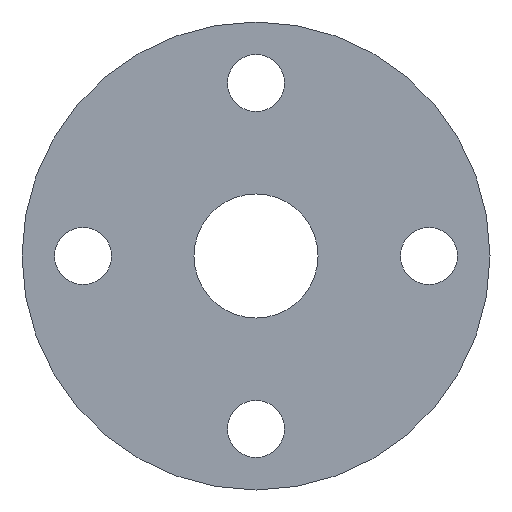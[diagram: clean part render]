
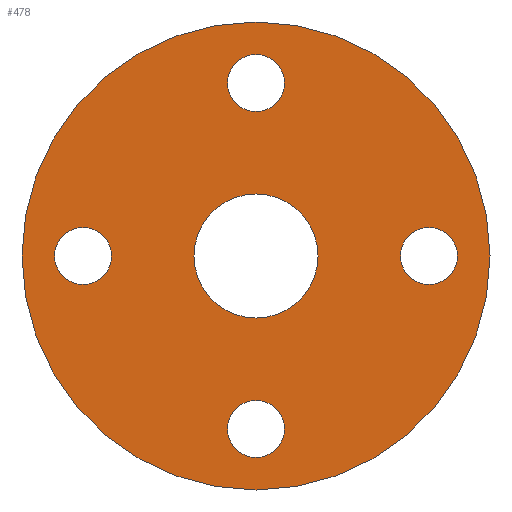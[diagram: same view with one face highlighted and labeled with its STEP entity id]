
A CAD part, front view. The second image highlights one B-rep face of the part: STEP entity #478.
In plain terms, the highlighted planar face has unit normal (0, -1, 0).
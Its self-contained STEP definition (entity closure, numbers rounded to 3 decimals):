
#1 = CARTESIAN_POINT ( 'NONE',  ( -42.5, 0., -7. ) ) ;
#10 = DIRECTION ( 'NONE',  ( 0., 0., 1. ) ) ;
#18 = CARTESIAN_POINT ( 'NONE',  ( 0., 0., -42.5 ) ) ;
#19 = VERTEX_POINT ( 'NONE', #119 ) ;
#29 = FACE_BOUND ( 'NONE', #355, .T. ) ;
#33 = CARTESIAN_POINT ( 'NONE',  ( 42.5, 0., 0. ) ) ;
#36 = AXIS2_PLACEMENT_3D ( 'NONE', #288, #122, #292 ) ;
#38 = EDGE_LOOP ( 'NONE', ( #310, #441 ) ) ;
#55 = VERTEX_POINT ( 'NONE', #163 ) ;
#56 = DIRECTION ( 'NONE',  ( 0., 1., 0. ) ) ;
#62 = CARTESIAN_POINT ( 'NONE',  ( 0., 0., 49.5 ) ) ;
#65 = EDGE_CURVE ( 'NONE', #86, #19, #271, .T. ) ;
#70 = PLANE ( 'NONE',  #333 ) ;
#77 = DIRECTION ( 'NONE',  ( 0., -1., 0. ) ) ;
#79 = AXIS2_PLACEMENT_3D ( 'NONE', #433, #535, #270 ) ;
#80 = CARTESIAN_POINT ( 'NONE',  ( 0., 0., 42.5 ) ) ;
#81 = EDGE_CURVE ( 'NONE', #19, #86, #173, .T. ) ;
#86 = VERTEX_POINT ( 'NONE', #166 ) ;
#88 = DIRECTION ( 'NONE',  ( 0., -1., 0. ) ) ;
#89 = CIRCLE ( 'NONE', #79, 57.5 ) ;
#91 = EDGE_CURVE ( 'NONE', #517, #139, #201, .T. ) ;
#103 = DIRECTION ( 'NONE',  ( 0., 0., 1. ) ) ;
#112 = DIRECTION ( 'NONE',  ( 0., 0., -1. ) ) ;
#114 = CIRCLE ( 'NONE', #137, 7. ) ;
#118 = ORIENTED_EDGE ( 'NONE', *, *, #65, .F. ) ;
#119 = CARTESIAN_POINT ( 'NONE',  ( 42.5, 0., 7. ) ) ;
#122 = DIRECTION ( 'NONE',  ( 0., -1., 0. ) ) ;
#123 = CIRCLE ( 'NONE', #307, 7. ) ;
#125 = ORIENTED_EDGE ( 'NONE', *, *, #319, .F. ) ;
#137 = AXIS2_PLACEMENT_3D ( 'NONE', #18, #395, #523 ) ;
#138 = CARTESIAN_POINT ( 'NONE',  ( 0., 0., 0. ) ) ;
#139 = VERTEX_POINT ( 'NONE', #427 ) ;
#147 = ORIENTED_EDGE ( 'NONE', *, *, #81, .F. ) ;
#150 = CARTESIAN_POINT ( 'NONE',  ( 0., 0., -49.5 ) ) ;
#152 = ORIENTED_EDGE ( 'NONE', *, *, #422, .T. ) ;
#163 = CARTESIAN_POINT ( 'NONE',  ( 0., 0., -15.25 ) ) ;
#166 = CARTESIAN_POINT ( 'NONE',  ( 42.5, 0., -7. ) ) ;
#167 = AXIS2_PLACEMENT_3D ( 'NONE', #483, #56, #103 ) ;
#173 = CIRCLE ( 'NONE', #315, 7. ) ;
#184 = VERTEX_POINT ( 'NONE', #261 ) ;
#185 = EDGE_CURVE ( 'NONE', #403, #263, #123, .T. ) ;
#196 = CIRCLE ( 'NONE', #501, 15.25 ) ;
#199 = CARTESIAN_POINT ( 'NONE',  ( 0., 0., 0. ) ) ;
#201 = CIRCLE ( 'NONE', #503, 7. ) ;
#202 = FACE_OUTER_BOUND ( 'NONE', #538, .T. ) ;
#212 = CIRCLE ( 'NONE', #515, 7. ) ;
#227 = FACE_BOUND ( 'NONE', #362, .T. ) ;
#230 = DIRECTION ( 'NONE',  ( 0., 0., -1. ) ) ;
#232 = CARTESIAN_POINT ( 'NONE',  ( -42.5, 0., 7. ) ) ;
#238 = ORIENTED_EDGE ( 'NONE', *, *, #91, .F. ) ;
#243 = FACE_BOUND ( 'NONE', #256, .T. ) ;
#244 = EDGE_LOOP ( 'NONE', ( #499, #238 ) ) ;
#250 = DIRECTION ( 'NONE',  ( 0., 0., -1. ) ) ;
#252 = DIRECTION ( 'NONE',  ( 0., 0., -1. ) ) ;
#256 = EDGE_LOOP ( 'NONE', ( #152, #514 ) ) ;
#261 = CARTESIAN_POINT ( 'NONE',  ( 0., 0., 57.5 ) ) ;
#263 = VERTEX_POINT ( 'NONE', #1 ) ;
#270 = DIRECTION ( 'NONE',  ( 0., 0., 1. ) ) ;
#271 = CIRCLE ( 'NONE', #36, 7. ) ;
#279 = DIRECTION ( 'NONE',  ( 0., -1., 0. ) ) ;
#281 = VERTEX_POINT ( 'NONE', #337 ) ;
#282 = CARTESIAN_POINT ( 'NONE',  ( -42.5, 0., 0. ) ) ;
#288 = CARTESIAN_POINT ( 'NONE',  ( 42.5, 0., 0. ) ) ;
#292 = DIRECTION ( 'NONE',  ( 0., 0., -1. ) ) ;
#296 = AXIS2_PLACEMENT_3D ( 'NONE', #282, #279, #112 ) ;
#302 = CIRCLE ( 'NONE', #494, 57.5 ) ;
#304 = DIRECTION ( 'NONE',  ( 0., -1., 0. ) ) ;
#307 = AXIS2_PLACEMENT_3D ( 'NONE', #343, #386, #513 ) ;
#310 = ORIENTED_EDGE ( 'NONE', *, *, #545, .F. ) ;
#313 = DIRECTION ( 'NONE',  ( 0., 1., 0. ) ) ;
#315 = AXIS2_PLACEMENT_3D ( 'NONE', #33, #542, #252 ) ;
#319 = EDGE_CURVE ( 'NONE', #507, #366, #212, .T. ) ;
#323 = DIRECTION ( 'NONE',  ( 0., 0., -1. ) ) ;
#333 = AXIS2_PLACEMENT_3D ( 'NONE', #445, #363, #230 ) ;
#337 = CARTESIAN_POINT ( 'NONE',  ( 0., 0., -57.5 ) ) ;
#343 = CARTESIAN_POINT ( 'NONE',  ( -42.5, 0., 0. ) ) ;
#346 = ORIENTED_EDGE ( 'NONE', *, *, #417, .F. ) ;
#355 = EDGE_LOOP ( 'NONE', ( #346, #125 ) ) ;
#362 = EDGE_LOOP ( 'NONE', ( #118, #147 ) ) ;
#363 = DIRECTION ( 'NONE',  ( 0., -1., 0. ) ) ;
#366 = VERTEX_POINT ( 'NONE', #150 ) ;
#370 = DIRECTION ( 'NONE',  ( 0., 1., 0. ) ) ;
#378 = AXIS2_PLACEMENT_3D ( 'NONE', #531, #304, #323 ) ;
#384 = CIRCLE ( 'NONE', #296, 7. ) ;
#386 = DIRECTION ( 'NONE',  ( 0., -1., 0. ) ) ;
#392 = FACE_BOUND ( 'NONE', #244, .T. ) ;
#394 = DIRECTION ( 'NONE',  ( 0., 0., 1. ) ) ;
#395 = DIRECTION ( 'NONE',  ( 0., -1., 0. ) ) ;
#397 = EDGE_CURVE ( 'NONE', #139, #517, #452, .T. ) ;
#398 = CARTESIAN_POINT ( 'NONE',  ( 0., 0., -35.5 ) ) ;
#403 = VERTEX_POINT ( 'NONE', #232 ) ;
#407 = FACE_BOUND ( 'NONE', #38, .T. ) ;
#417 = EDGE_CURVE ( 'NONE', #366, #507, #114, .T. ) ;
#422 = EDGE_CURVE ( 'NONE', #461, #55, #196, .T. ) ;
#427 = CARTESIAN_POINT ( 'NONE',  ( 0., 0., 35.5 ) ) ;
#433 = CARTESIAN_POINT ( 'NONE',  ( 0., 0., 0. ) ) ;
#436 = EDGE_CURVE ( 'NONE', #55, #461, #544, .T. ) ;
#441 = ORIENTED_EDGE ( 'NONE', *, *, #185, .F. ) ;
#445 = CARTESIAN_POINT ( 'NONE',  ( 0., 0., 57.5 ) ) ;
#452 = CIRCLE ( 'NONE', #378, 7. ) ;
#461 = VERTEX_POINT ( 'NONE', #475 ) ;
#466 = CARTESIAN_POINT ( 'NONE',  ( 0., 0., -42.5 ) ) ;
#475 = CARTESIAN_POINT ( 'NONE',  ( 0., 0., 15.25 ) ) ;
#476 = ORIENTED_EDGE ( 'NONE', *, *, #511, .F. ) ;
#478 = ADVANCED_FACE ( 'NONE', ( #227, #392, #407, #29, #243, #202 ), #70, .T. ) ;
#483 = CARTESIAN_POINT ( 'NONE',  ( 0., 0., 0. ) ) ;
#489 = DIRECTION ( 'NONE',  ( 0., 0., -1. ) ) ;
#494 = AXIS2_PLACEMENT_3D ( 'NONE', #199, #370, #394 ) ;
#499 = ORIENTED_EDGE ( 'NONE', *, *, #397, .F. ) ;
#501 = AXIS2_PLACEMENT_3D ( 'NONE', #138, #313, #10 ) ;
#503 = AXIS2_PLACEMENT_3D ( 'NONE', #80, #77, #250 ) ;
#507 = VERTEX_POINT ( 'NONE', #398 ) ;
#510 = ORIENTED_EDGE ( 'NONE', *, *, #540, .F. ) ;
#511 = EDGE_CURVE ( 'NONE', #281, #184, #302, .T. ) ;
#513 = DIRECTION ( 'NONE',  ( 0., 0., -1. ) ) ;
#514 = ORIENTED_EDGE ( 'NONE', *, *, #436, .T. ) ;
#515 = AXIS2_PLACEMENT_3D ( 'NONE', #466, #88, #489 ) ;
#517 = VERTEX_POINT ( 'NONE', #62 ) ;
#523 = DIRECTION ( 'NONE',  ( 0., 0., -1. ) ) ;
#531 = CARTESIAN_POINT ( 'NONE',  ( 0., 0., 42.5 ) ) ;
#535 = DIRECTION ( 'NONE',  ( 0., 1., 0. ) ) ;
#538 = EDGE_LOOP ( 'NONE', ( #510, #476 ) ) ;
#540 = EDGE_CURVE ( 'NONE', #184, #281, #89, .T. ) ;
#542 = DIRECTION ( 'NONE',  ( 0., -1., 0. ) ) ;
#544 = CIRCLE ( 'NONE', #167, 15.25 ) ;
#545 = EDGE_CURVE ( 'NONE', #263, #403, #384, .T. ) ;
